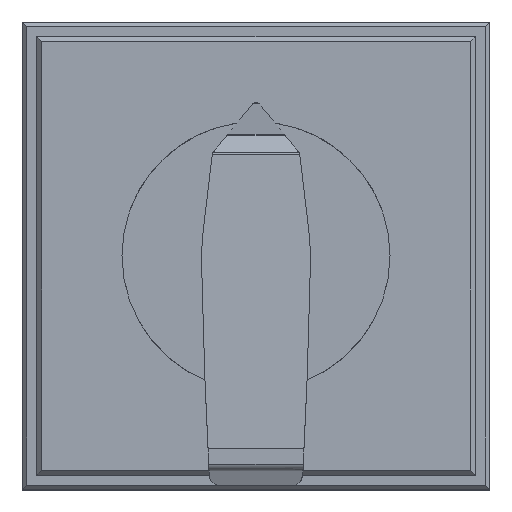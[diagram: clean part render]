
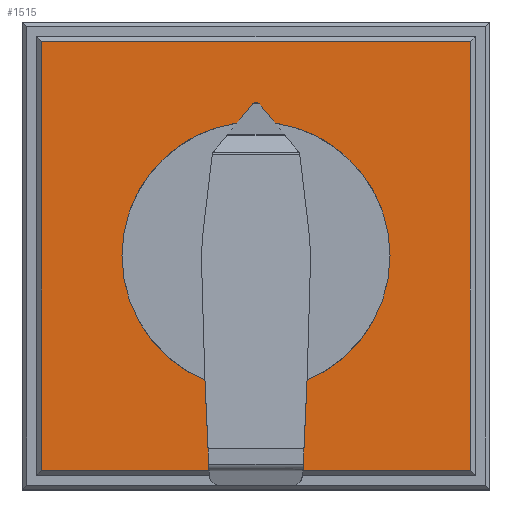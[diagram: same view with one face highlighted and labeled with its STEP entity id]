
A CAD part, top view. The second image highlights one B-rep face of the part: STEP entity #1515.
In plain terms, the highlighted planar face has unit normal (0, 0, 1).
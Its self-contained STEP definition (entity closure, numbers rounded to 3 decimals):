
#1452=CARTESIAN_POINT('',(2.0,-22.,7.2));
#1453=VERTEX_POINT('',#1452);
#1460=CARTESIAN_POINT('',(2.0,22.,7.2));
#1461=VERTEX_POINT('',#1460);
#1462=CARTESIAN_POINT('',(2.0,-22.,7.2));
#1463=DIRECTION('',(0.0,1.0,0.0));
#1464=VECTOR('',#1463,44.);
#1465=LINE('',#1462,#1464);
#1466=EDGE_CURVE('',#1453,#1461,#1465,.T.);
#1485=CARTESIAN_POINT('',(24.0,0.,7.2));
#1486=DIRECTION('',(0.0,0.0,1.0));
#1487=DIRECTION('',(1.0,0.0,0.0));
#1488=AXIS2_PLACEMENT_3D('',#1485,#1486,#1487);
#1489=PLANE('',#1488);
#1490=ORIENTED_EDGE('',*,*,#1466,.F.);
#1491=CARTESIAN_POINT('',(46.,-22.,7.2));
#1492=VERTEX_POINT('',#1491);
#1493=CARTESIAN_POINT('',(46.,-22.,7.2));
#1494=DIRECTION('',(-1.0,0.0,0.0));
#1495=VECTOR('',#1494,44.);
#1496=LINE('',#1493,#1495);
#1497=EDGE_CURVE('',#1492,#1453,#1496,.T.);
#1498=ORIENTED_EDGE('',*,*,#1497,.F.);
#1499=CARTESIAN_POINT('',(46.,22.,7.2));
#1500=VERTEX_POINT('',#1499);
#1501=CARTESIAN_POINT('',(46.,22.,7.2));
#1502=DIRECTION('',(0.0,-1.0,0.0));
#1503=VECTOR('',#1502,44.);
#1504=LINE('',#1501,#1503);
#1505=EDGE_CURVE('',#1500,#1492,#1504,.T.);
#1506=ORIENTED_EDGE('',*,*,#1505,.F.);
#1507=CARTESIAN_POINT('',(2.0,22.,7.2));
#1508=DIRECTION('',(1.0,0.0,0.0));
#1509=VECTOR('',#1508,44.);
#1510=LINE('',#1507,#1509);
#1511=EDGE_CURVE('',#1461,#1500,#1510,.T.);
#1512=ORIENTED_EDGE('',*,*,#1511,.F.);
#1513=EDGE_LOOP('',(#1490,#1498,#1506,#1512));
#1514=FACE_OUTER_BOUND('',#1513,.T.);
#1515=ADVANCED_FACE('',(#1514),#1489,.T.);
